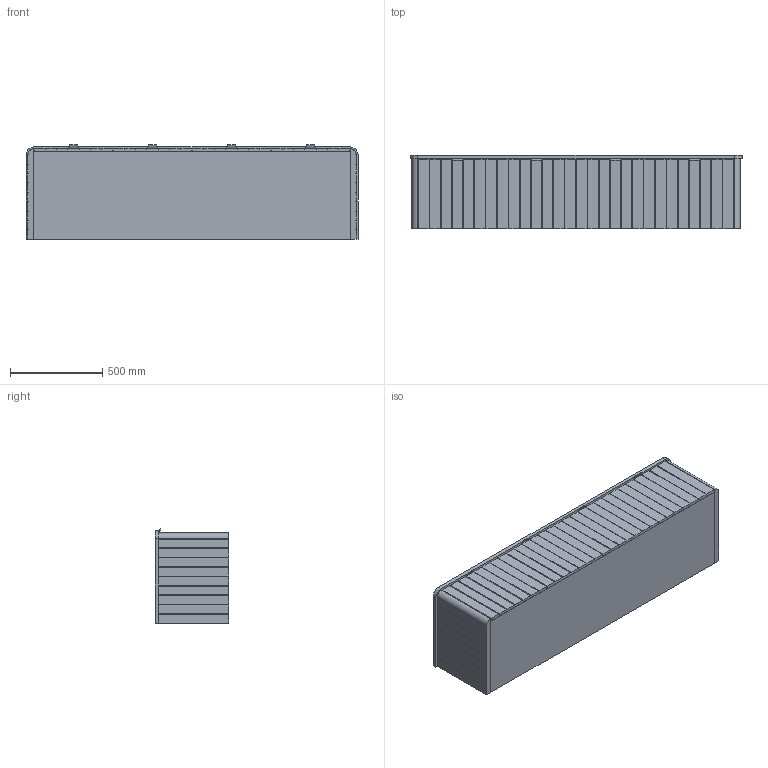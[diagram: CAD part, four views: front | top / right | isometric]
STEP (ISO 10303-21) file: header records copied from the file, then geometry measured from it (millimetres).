
FILE_DESCRIPTION (( 'STEP AP214' ), '1' );
FILE_NAME ('Kado Neue 1800 All Door.STEP', '2019-07-10T05:32:54', ( '' ), ( '' ), 'SwSTEP 2.0', 'SolidWorks 2015', '' );
FILE_SCHEMA (( 'AUTOMOTIVE_DESIGN' ));
Length unit declared in the file: millimetre
Products named in the file (3): Kado Neue 1800 All Door; Blaze 60
Assembly tree (5 placements, depth 2):
  Kado Neue 1800 All Door
    Kado Neue 1800 All Door
    Blaze 60  x4
Bounding box: 1800 x 400 x 512 mm (x, y, z)
Volume: 78136603.6 mm3; surface area: 9015474.6 mm2
Topology: 12 solids, 12 shells, 237 faces, 628 edges, 416 vertices
Faces by surface type: plane 223, cylinder 14
Entity records: 6407 total; most frequent: CARTESIAN_POINT 1115, ORIENTED_EDGE 1088, DIRECTION 990, EDGE_CURVE 544, VECTOR 516, LINE 516, VERTEX_POINT 362, AXIS2_PLACEMENT_3D 237
